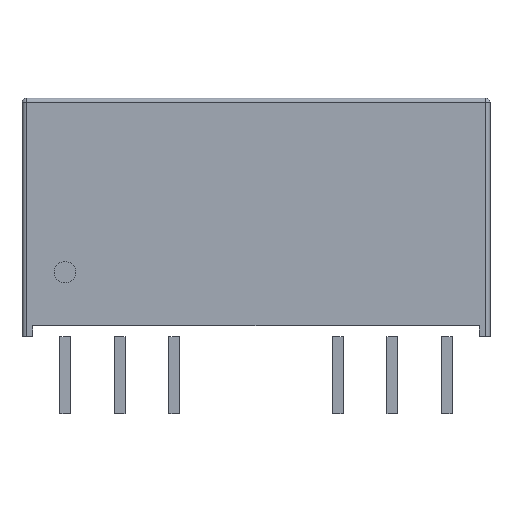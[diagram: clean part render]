
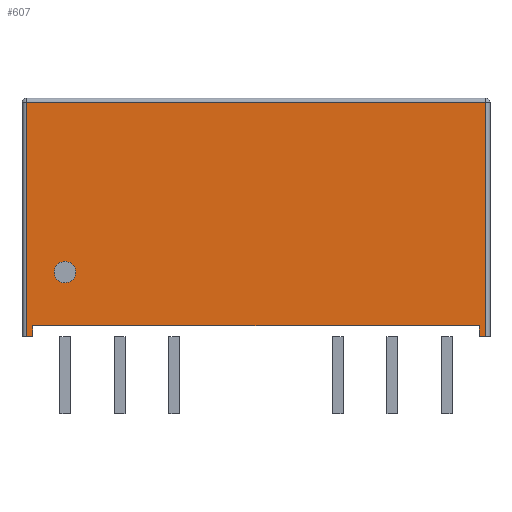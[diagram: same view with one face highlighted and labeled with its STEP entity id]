
A CAD part, front view. The second image highlights one B-rep face of the part: STEP entity #607.
In plain terms, the highlighted planar face has unit normal (0, -1, 0).
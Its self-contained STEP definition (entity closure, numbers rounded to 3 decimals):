
#168=CARTESIAN_POINT('',(-8.4,-4.6,3.0));
#169=VERTEX_POINT('',#168);
#178=CARTESIAN_POINT('',(-9.4,-4.6,3.0));
#179=VERTEX_POINT('',#178);
#180=CARTESIAN_POINT('',(-8.9,-4.6,3.0));
#181=DIRECTION('',(0.0,1.0,0.0));
#182=DIRECTION('',(1.0,0.0,0.0));
#183=AXIS2_PLACEMENT_3D('',#180,#181,#182);
#184=CIRCLE('',#183,0.5);
#185=EDGE_CURVE('',#179,#169,#184,.T.);
#219=CARTESIAN_POINT('',(-8.9,-4.6,3.0));
#220=DIRECTION('',(0.0,1.0,0.0));
#221=DIRECTION('',(1.0,0.0,0.0));
#222=AXIS2_PLACEMENT_3D('',#219,#220,#221);
#223=CIRCLE('',#222,0.5);
#224=EDGE_CURVE('',#169,#179,#223,.T.);
#383=CARTESIAN_POINT('',(10.7,-4.6,10.9));
#384=VERTEX_POINT('',#383);
#398=CARTESIAN_POINT('',(-10.7,-4.6,10.9));
#399=VERTEX_POINT('',#398);
#407=CARTESIAN_POINT('',(-10.7,-4.6,10.9));
#408=DIRECTION('',(1.0,0.0,0.0));
#409=VECTOR('',#408,21.4);
#410=LINE('',#407,#409);
#411=EDGE_CURVE('',#399,#384,#410,.T.);
#529=CARTESIAN_POINT('',(10.7,-4.6,0.0));
#530=VERTEX_POINT('',#529);
#531=CARTESIAN_POINT('',(10.7,-4.6,0.0));
#532=DIRECTION('',(0.0,0.0,1.0));
#533=VECTOR('',#532,10.9);
#534=LINE('',#531,#533);
#535=EDGE_CURVE('',#530,#384,#534,.T.);
#548=CARTESIAN_POINT('',(10.7,-4.6,0.0));
#549=DIRECTION('',(0.0,-1.0,0.0));
#550=DIRECTION('',(0.0,0.0,-1.0));
#551=AXIS2_PLACEMENT_3D('',#548,#549,#550);
#552=PLANE('',#551);
#553=ORIENTED_EDGE('',*,*,#411,.F.);
#554=CARTESIAN_POINT('',(-10.7,-4.6,0.0));
#555=VERTEX_POINT('',#554);
#556=CARTESIAN_POINT('',(-10.7,-4.6,0.0));
#557=DIRECTION('',(0.0,0.0,1.0));
#558=VECTOR('',#557,10.9);
#559=LINE('',#556,#558);
#560=EDGE_CURVE('',#555,#399,#559,.T.);
#561=ORIENTED_EDGE('',*,*,#560,.F.);
#562=CARTESIAN_POINT('',(-10.4,-4.6,0.0));
#563=VERTEX_POINT('',#562);
#564=CARTESIAN_POINT('',(-10.7,-4.6,0.0));
#565=DIRECTION('',(1.0,0.0,0.0));
#566=VECTOR('',#565,0.3);
#567=LINE('',#564,#566);
#568=EDGE_CURVE('',#555,#563,#567,.T.);
#569=ORIENTED_EDGE('',*,*,#568,.T.);
#570=CARTESIAN_POINT('',(-10.4,-4.6,0.5));
#571=VERTEX_POINT('',#570);
#572=CARTESIAN_POINT('',(-10.4,-4.6,0.0));
#573=DIRECTION('',(0.0,0.0,1.0));
#574=VECTOR('',#573,0.5);
#575=LINE('',#572,#574);
#576=EDGE_CURVE('',#563,#571,#575,.T.);
#577=ORIENTED_EDGE('',*,*,#576,.T.);
#578=CARTESIAN_POINT('',(10.4,-4.6,0.5));
#579=VERTEX_POINT('',#578);
#580=CARTESIAN_POINT('',(-10.4,-4.6,0.5));
#581=DIRECTION('',(1.0,0.0,0.0));
#582=VECTOR('',#581,20.8);
#583=LINE('',#580,#582);
#584=EDGE_CURVE('',#571,#579,#583,.T.);
#585=ORIENTED_EDGE('',*,*,#584,.T.);
#586=CARTESIAN_POINT('',(10.4,-4.6,0.0));
#587=VERTEX_POINT('',#586);
#588=CARTESIAN_POINT('',(10.4,-4.6,0.5));
#589=DIRECTION('',(0.0,0.0,-1.0));
#590=VECTOR('',#589,0.5);
#591=LINE('',#588,#590);
#592=EDGE_CURVE('',#579,#587,#591,.T.);
#593=ORIENTED_EDGE('',*,*,#592,.T.);
#594=CARTESIAN_POINT('',(10.4,-4.6,0.0));
#595=DIRECTION('',(1.0,0.0,0.0));
#596=VECTOR('',#595,0.3);
#597=LINE('',#594,#596);
#598=EDGE_CURVE('',#587,#530,#597,.T.);
#599=ORIENTED_EDGE('',*,*,#598,.T.);
#600=ORIENTED_EDGE('',*,*,#535,.T.);
#601=EDGE_LOOP('',(#553,#561,#569,#577,#585,#593,#599,#600));
#602=FACE_OUTER_BOUND('',#601,.T.);
#603=ORIENTED_EDGE('',*,*,#224,.T.);
#604=ORIENTED_EDGE('',*,*,#185,.T.);
#605=EDGE_LOOP('',(#603,#604));
#606=FACE_BOUND('',#605,.T.);
#607=ADVANCED_FACE('',(#602,#606),#552,.T.);
